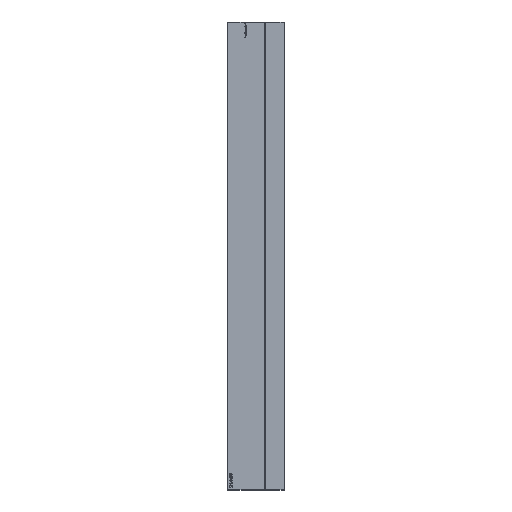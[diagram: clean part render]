
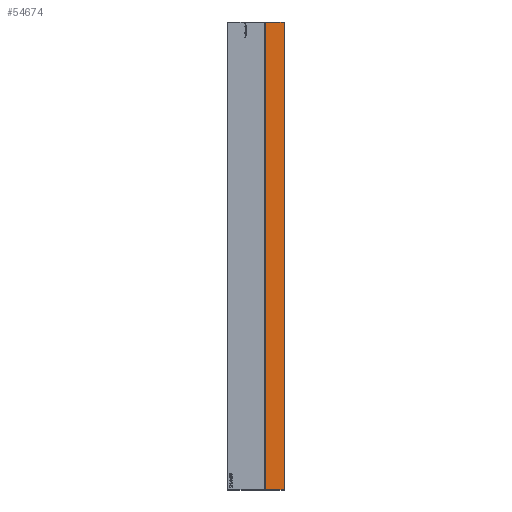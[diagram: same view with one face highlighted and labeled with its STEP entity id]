
A CAD part, left-side view. The second image highlights one B-rep face of the part: STEP entity #54674.
In plain terms, the highlighted planar face has unit normal (-1, 0, 0).
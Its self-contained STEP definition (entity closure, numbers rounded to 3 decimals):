
#52102 = PLANE('',#52103);
#52103 = AXIS2_PLACEMENT_3D('',#52104,#52105,#52106);
#52104 = CARTESIAN_POINT('',(-29.925,8.505,0.));
#52105 = DIRECTION('',(0.707,-0.707,
    0.));
#52106 = DIRECTION('',(0.,0.,1.));
#52649 = PLANE('',#52650);
#52650 = AXIS2_PLACEMENT_3D('',#52651,#52652,#52653);
#52651 = CARTESIAN_POINT('',(-29.925,0.,0.075));
#52652 = DIRECTION('',(0.707,0.,0.707));
#52653 = DIRECTION('',(0.,-1.,0.));
#52951 = PLANE('',#52952);
#52952 = AXIS2_PLACEMENT_3D('',#52953,#52954,#52955);
#52953 = CARTESIAN_POINT('',(-29.925,0.,204.925));
#52954 = DIRECTION('',(-0.707,0.,0.707));
#52955 = DIRECTION('',(0.,-1.,0.));
#53239 = VERTEX_POINT('',#53240);
#53240 = CARTESIAN_POINT('',(-30.,8.43,204.85));
#53261 = EDGE_CURVE('',#53262,#53239,#53264,.T.);
#53262 = VERTEX_POINT('',#53263);
#53263 = CARTESIAN_POINT('',(-30.,8.43,0.15));
#53264 = SURFACE_CURVE('',#53265,(#53269,#53276),.PCURVE_S1.);
#53265 = LINE('',#53266,#53267);
#53266 = CARTESIAN_POINT('',(-30.,8.43,0.));
#53267 = VECTOR('',#53268,1.);
#53268 = DIRECTION('',(0.,0.,1.));
#53269 = PCURVE('',#52102,#53270);
#53270 = DEFINITIONAL_REPRESENTATION('',(#53271),#53275);
#53271 = LINE('',#53272,#53273);
#53272 = CARTESIAN_POINT('',(0.,0.106));
#53273 = VECTOR('',#53274,1.);
#53274 = DIRECTION('',(1.,0.));
#53275 = ( GEOMETRIC_REPRESENTATION_CONTEXT(2) 
PARAMETRIC_REPRESENTATION_CONTEXT() REPRESENTATION_CONTEXT('2D SPACE',''
  ) );
#53276 = PCURVE('',#53277,#53282);
#53277 = PLANE('',#53278);
#53278 = AXIS2_PLACEMENT_3D('',#53279,#53280,#53281);
#53279 = CARTESIAN_POINT('',(-30.,0.,0.));
#53280 = DIRECTION('',(-1.,0.,0.));
#53281 = DIRECTION('',(0.,1.,0.));
#53282 = DEFINITIONAL_REPRESENTATION('',(#53283),#53287);
#53283 = LINE('',#53284,#53285);
#53284 = CARTESIAN_POINT('',(8.43,0.));
#53285 = VECTOR('',#53286,1.);
#53286 = DIRECTION('',(0.,-1.));
#53287 = ( GEOMETRIC_REPRESENTATION_CONTEXT(2) 
PARAMETRIC_REPRESENTATION_CONTEXT() REPRESENTATION_CONTEXT('2D SPACE',''
  ) );
#53971 = VERTEX_POINT('',#53972);
#53972 = CARTESIAN_POINT('',(-30.,0.15,0.15));
#53998 = EDGE_CURVE('',#53971,#53262,#53999,.T.);
#53999 = SURFACE_CURVE('',#54000,(#54004,#54011),.PCURVE_S1.);
#54000 = LINE('',#54001,#54002);
#54001 = CARTESIAN_POINT('',(-30.,0.,0.15));
#54002 = VECTOR('',#54003,1.);
#54003 = DIRECTION('',(0.,1.,0.));
#54004 = PCURVE('',#52649,#54005);
#54005 = DEFINITIONAL_REPRESENTATION('',(#54006),#54010);
#54006 = LINE('',#54007,#54008);
#54007 = CARTESIAN_POINT('',(0.,-0.106));
#54008 = VECTOR('',#54009,1.);
#54009 = DIRECTION('',(-1.,0.));
#54010 = ( GEOMETRIC_REPRESENTATION_CONTEXT(2) 
PARAMETRIC_REPRESENTATION_CONTEXT() REPRESENTATION_CONTEXT('2D SPACE',''
  ) );
#54011 = PCURVE('',#53277,#54012);
#54012 = DEFINITIONAL_REPRESENTATION('',(#54013),#54017);
#54013 = LINE('',#54014,#54015);
#54014 = CARTESIAN_POINT('',(0.,-0.15));
#54015 = VECTOR('',#54016,1.);
#54016 = DIRECTION('',(1.,0.));
#54017 = ( GEOMETRIC_REPRESENTATION_CONTEXT(2) 
PARAMETRIC_REPRESENTATION_CONTEXT() REPRESENTATION_CONTEXT('2D SPACE',''
  ) );
#54424 = VERTEX_POINT('',#54425);
#54425 = CARTESIAN_POINT('',(-30.,0.15,204.85));
#54451 = EDGE_CURVE('',#54424,#53239,#54452,.T.);
#54452 = SURFACE_CURVE('',#54453,(#54457,#54464),.PCURVE_S1.);
#54453 = LINE('',#54454,#54455);
#54454 = CARTESIAN_POINT('',(-30.,0.,204.85));
#54455 = VECTOR('',#54456,1.);
#54456 = DIRECTION('',(0.,1.,0.));
#54457 = PCURVE('',#52951,#54458);
#54458 = DEFINITIONAL_REPRESENTATION('',(#54459),#54463);
#54459 = LINE('',#54460,#54461);
#54460 = CARTESIAN_POINT('',(0.,-0.106));
#54461 = VECTOR('',#54462,1.);
#54462 = DIRECTION('',(-1.,0.));
#54463 = ( GEOMETRIC_REPRESENTATION_CONTEXT(2) 
PARAMETRIC_REPRESENTATION_CONTEXT() REPRESENTATION_CONTEXT('2D SPACE',''
  ) );
#54464 = PCURVE('',#53277,#54465);
#54465 = DEFINITIONAL_REPRESENTATION('',(#54466),#54470);
#54466 = LINE('',#54467,#54468);
#54467 = CARTESIAN_POINT('',(0.,-204.85));
#54468 = VECTOR('',#54469,1.);
#54469 = DIRECTION('',(1.,0.));
#54470 = ( GEOMETRIC_REPRESENTATION_CONTEXT(2) 
PARAMETRIC_REPRESENTATION_CONTEXT() REPRESENTATION_CONTEXT('2D SPACE',''
  ) );
#54674 = ADVANCED_FACE('',(#54675),#53277,.T.);
#54675 = FACE_BOUND('',#54676,.T.);
#54676 = EDGE_LOOP('',(#54677,#54678,#54679,#54705));
#54677 = ORIENTED_EDGE('',*,*,#53261,.F.);
#54678 = ORIENTED_EDGE('',*,*,#53998,.F.);
#54679 = ORIENTED_EDGE('',*,*,#54680,.T.);
#54680 = EDGE_CURVE('',#53971,#54424,#54681,.T.);
#54681 = SURFACE_CURVE('',#54682,(#54686,#54693),.PCURVE_S1.);
#54682 = LINE('',#54683,#54684);
#54683 = CARTESIAN_POINT('',(-30.,0.15,0.));
#54684 = VECTOR('',#54685,1.);
#54685 = DIRECTION('',(0.,0.,1.));
#54686 = PCURVE('',#53277,#54687);
#54687 = DEFINITIONAL_REPRESENTATION('',(#54688),#54692);
#54688 = LINE('',#54689,#54690);
#54689 = CARTESIAN_POINT('',(0.15,0.));
#54690 = VECTOR('',#54691,1.);
#54691 = DIRECTION('',(0.,-1.));
#54692 = ( GEOMETRIC_REPRESENTATION_CONTEXT(2) 
PARAMETRIC_REPRESENTATION_CONTEXT() REPRESENTATION_CONTEXT('2D SPACE',''
  ) );
#54693 = PCURVE('',#54694,#54699);
#54694 = PLANE('',#54695);
#54695 = AXIS2_PLACEMENT_3D('',#54696,#54697,#54698);
#54696 = CARTESIAN_POINT('',(-29.925,0.075,0.));
#54697 = DIRECTION('',(0.707,0.707,
    0.));
#54698 = DIRECTION('',(0.,0.,1.));
#54699 = DEFINITIONAL_REPRESENTATION('',(#54700),#54704);
#54700 = LINE('',#54701,#54702);
#54701 = CARTESIAN_POINT('',(0.,-0.106));
#54702 = VECTOR('',#54703,1.);
#54703 = DIRECTION('',(1.,0.));
#54704 = ( GEOMETRIC_REPRESENTATION_CONTEXT(2) 
PARAMETRIC_REPRESENTATION_CONTEXT() REPRESENTATION_CONTEXT('2D SPACE',''
  ) );
#54705 = ORIENTED_EDGE('',*,*,#54451,.T.);
